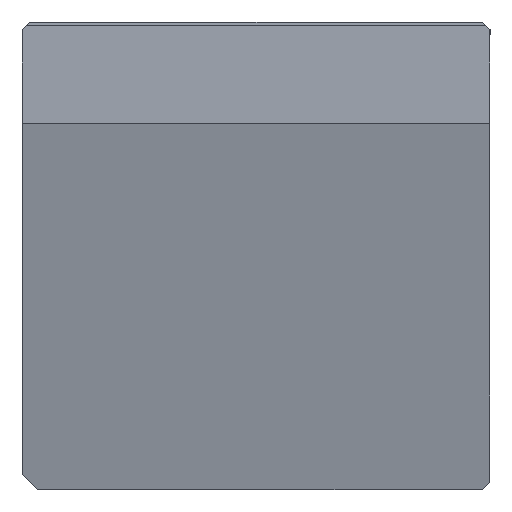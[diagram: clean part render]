
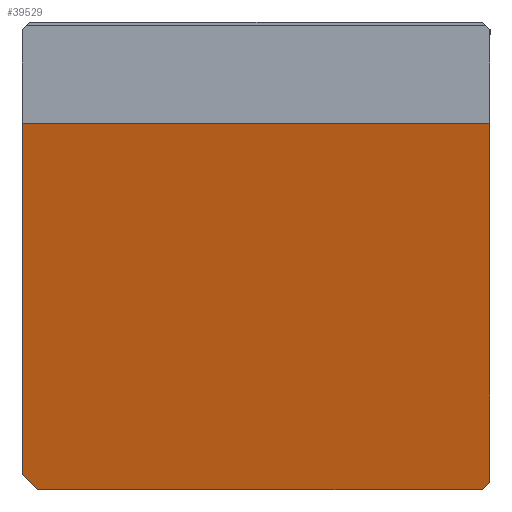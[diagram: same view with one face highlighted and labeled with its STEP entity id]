
A CAD part, left-side view. The second image highlights one B-rep face of the part: STEP entity #39529.
In plain terms, the highlighted planar face has unit normal (-0.943, 0.334, 0).
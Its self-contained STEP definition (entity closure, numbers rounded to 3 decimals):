
#2415 = LINE ( 'NONE', #14211, #31915 ) ;
#3529 = EDGE_CURVE ( 'NONE', #26852, #13646, #2415, .T. ) ;
#3719 = CARTESIAN_POINT ( 'NONE',  ( 10.64, 30., 0. ) ) ;
#4975 = CARTESIAN_POINT ( 'NONE',  ( 0.177, 0.5, 0. ) ) ;
#6333 = ORIENTED_EDGE ( 'NONE', *, *, #34481, .F. ) ;
#7092 = EDGE_LOOP ( 'NONE', ( #42320, #33392, #17372, #52317, #51991, #6333 ) ) ;
#8392 = EDGE_CURVE ( 'NONE', #9608, #39970, #20992, .T. ) ;
#9010 = LINE ( 'NONE', #46618, #13038 ) ;
#9608 = VERTEX_POINT ( 'NONE', #10004 ) ;
#10004 = CARTESIAN_POINT ( 'NONE',  ( 10.285, 29., 0. ) ) ;
#11096 = CARTESIAN_POINT ( 'NONE',  ( 0., 0., 0.5 ) ) ;
#11179 = CARTESIAN_POINT ( 'NONE',  ( 10.64, 30., 1. ) ) ;
#11980 = CARTESIAN_POINT ( 'NONE',  ( 128.987, 363.682, 334.682 ) ) ;
#13010 = FACE_OUTER_BOUND ( 'NONE', #7092, .T. ) ;
#13038 = VECTOR ( 'NONE', #26015, 1000. ) ;
#13646 = VERTEX_POINT ( 'NONE', #11179 ) ;
#13928 = DIRECTION ( 'NONE',  ( 0., 0., -1. ) ) ;
#14211 = CARTESIAN_POINT ( 'NONE',  ( 10.64, 30., 30. ) ) ;
#14748 = CARTESIAN_POINT ( 'NONE',  ( 0., 0., 30. ) ) ;
#16070 = VECTOR ( 'NONE', #39664, 1000. ) ;
#16373 = DIRECTION ( 'NONE',  ( -0.243, -0.686, -0.686 ) ) ;
#17285 = VECTOR ( 'NONE', #13928, 1000. ) ;
#17372 = ORIENTED_EDGE ( 'NONE', *, *, #8392, .T. ) ;
#20992 = LINE ( 'NONE', #3719, #27461 ) ;
#22978 = DIRECTION ( 'NONE',  ( 0., 0., -1. ) ) ;
#23817 = VERTEX_POINT ( 'NONE', #54211 ) ;
#24574 = DIRECTION ( 'NONE',  ( -0.334, -0.942, 0. ) ) ;
#26015 = DIRECTION ( 'NONE',  ( -0.334, -0.942, 0. ) ) ;
#26276 = EDGE_CURVE ( 'NONE', #39970, #23817, #53098, .T. ) ;
#26852 = VERTEX_POINT ( 'NONE', #51354 ) ;
#27461 = VECTOR ( 'NONE', #24574, 1000. ) ;
#29750 = CARTESIAN_POINT ( 'NONE',  ( 10.64, 30., 30. ) ) ;
#31915 = VECTOR ( 'NONE', #22978, 1000. ) ;
#33161 = VECTOR ( 'NONE', #16373, 1000. ) ;
#33392 = ORIENTED_EDGE ( 'NONE', *, *, #44381, .T. ) ;
#34481 = EDGE_CURVE ( 'NONE', #26852, #48086, #9010, .T. ) ;
#37236 = LINE ( 'NONE', #11980, #33161 ) ;
#39529 = ADVANCED_FACE ( 'NONE', ( #13010 ), #53918, .F. ) ;
#39664 = DIRECTION ( 'NONE',  ( -0.243, -0.686, 0.686 ) ) ;
#39970 = VERTEX_POINT ( 'NONE', #4975 ) ;
#42320 = ORIENTED_EDGE ( 'NONE', *, *, #3529, .T. ) ;
#43223 = EDGE_CURVE ( 'NONE', #48086, #23817, #52349, .T. ) ;
#44290 = CARTESIAN_POINT ( 'NONE',  ( 0., 0., 23.502 ) ) ;
#44381 = EDGE_CURVE ( 'NONE', #13646, #9608, #37236, .T. ) ;
#46495 = DIRECTION ( 'NONE',  ( 0.942, -0.334, 0. ) ) ;
#46618 = CARTESIAN_POINT ( 'NONE',  ( 10.64, 30., 23.502 ) ) ;
#47030 = DIRECTION ( 'NONE',  ( 0.334, 0.942, 0. ) ) ;
#47822 = AXIS2_PLACEMENT_3D ( 'NONE', #29750, #46495, #47030 ) ;
#48086 = VERTEX_POINT ( 'NONE', #44290 ) ;
#51354 = CARTESIAN_POINT ( 'NONE',  ( 10.64, 30., 23.502 ) ) ;
#51991 = ORIENTED_EDGE ( 'NONE', *, *, #43223, .F. ) ;
#52317 = ORIENTED_EDGE ( 'NONE', *, *, #26276, .T. ) ;
#52349 = LINE ( 'NONE', #14748, #17285 ) ;
#53098 = LINE ( 'NONE', #11096, #16070 ) ;
#53918 = PLANE ( 'NONE',  #47822 ) ;
#54211 = CARTESIAN_POINT ( 'NONE',  ( 0., 0., 0.5 ) ) ;
